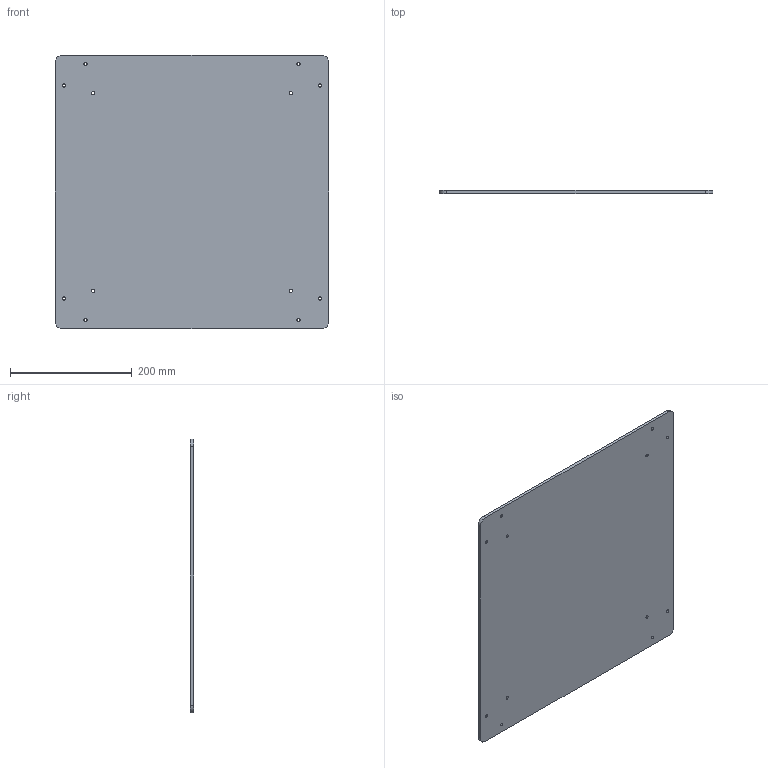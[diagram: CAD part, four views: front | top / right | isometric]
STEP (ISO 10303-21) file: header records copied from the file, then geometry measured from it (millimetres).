
FILE_DESCRIPTION (( 'STEP AP214' ), '1' );
FILE_NAME ('B4545A_bot.STEP', '2021-04-15T16:10:45', ( '' ), ( '' ), 'SwSTEP 2.0', 'SolidWorks 2020', '' );
FILE_SCHEMA (( 'AUTOMOTIVE_DESIGN' ));
Length unit declared in the file: millimetre
Products named in the file (1): B4545A_bot
Bounding box: 450 x 5 x 450 mm (x, y, z)
Volume: 1010603.4 mm3; surface area: 414095.4 mm2
Topology: 1 solids, 1 shells, 22 faces, 60 edges, 40 vertices
Faces by surface type: cylinder 16, plane 6
Full cylindrical faces by diameter (mm): 5 x4, 5.15 x8
Entity records: 980 total; most frequent: DIRECTION 126, CARTESIAN_POINT 111, ORIENTED_EDGE 96, EDGE_LOOP 58, AXIS2_PLACEMENT_3D 55, EDGE_CURVE 48, VERTEX_POINT 40, FACE_OUTER_BOUND 34
